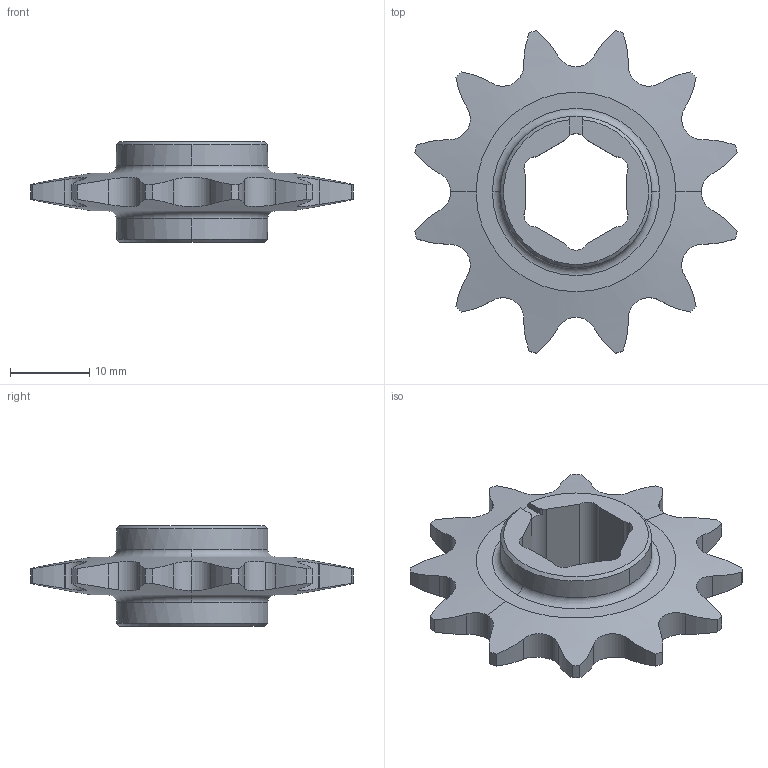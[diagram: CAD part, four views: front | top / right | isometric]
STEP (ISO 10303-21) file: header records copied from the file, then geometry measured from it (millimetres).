
FILE_DESCRIPTION (( 'STEP AP203' ), '1' );
FILE_NAME ('REV-21-3709.STEP', '2024-09-17T14:06:59', ( '' ), ( '' ), 'SwSTEP 2.0', 'SolidWorks 2022', '' );
FILE_SCHEMA (( 'CONFIG_CONTROL_DESIGN' ));
Length unit declared in the file: millimetre
Products named in the file (1): REV-21-3709
Bounding box: 40.62 x 40.62 x 12.7 mm (x, y, z)
Volume: 4701.4 mm3; surface area: 3221.8 mm2
Topology: 1 solids, 1 shells, 98 faces, 285 edges, 189 vertices
Faces by surface type: cylinder 71, plane 16, cone 7, torus 4
Entity records: 3901 total; most frequent: CARTESIAN_POINT 1329, ORIENTED_EDGE 570, DIRECTION 474, EDGE_CURVE 285, VERTEX_POINT 189, AXIS2_PLACEMENT_3D 182, LINE 110, VECTOR 110
